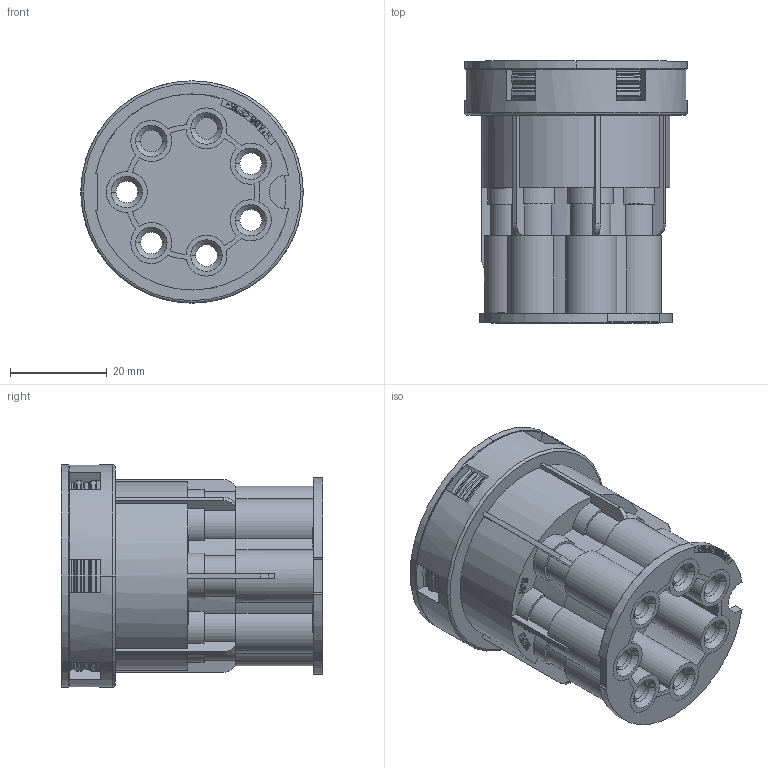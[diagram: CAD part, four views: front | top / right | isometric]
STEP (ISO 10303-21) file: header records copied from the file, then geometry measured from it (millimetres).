
FILE_DESCRIPTION((''),'2;1');
FILE_NAME('381148_SW0001','2021-04-20T10:42:24',('teru'),(''),'CREO PARAMETRIC BY PTC INC, 2017380','CREO PARAMETRIC BY PTC INC, 2017380','');
FILE_SCHEMA(('CONFIG_CONTROL_DESIGN'));
Products named in the file (1): 381148_SW0001
Bounding box: 46 x 54.2 x 46 mm (x, y, z)
Volume: 35805.9 mm3; surface area: 28769.7 mm2
Topology: 1 solids, 3 shells, 1968 faces, 5677 edges, 3737 vertices
Faces by surface type: plane 1395, cylinder 376, cone 123, torus 61, sphere 12, bspline 1
Entity records: 65541 total; most frequent: CARTESIAN_POINT 13425, ORIENTED_EDGE 11354, DIRECTION 10219, EDGE_CURVE 5677, VECTOR 4307, LINE 4307, VERTEX_POINT 3737, AXIS2_PLACEMENT_3D 2956
